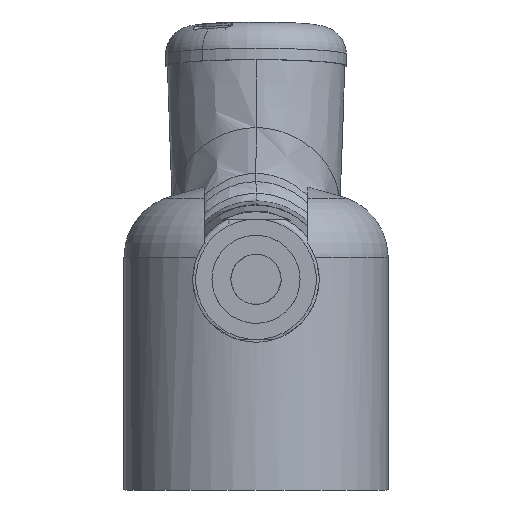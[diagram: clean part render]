
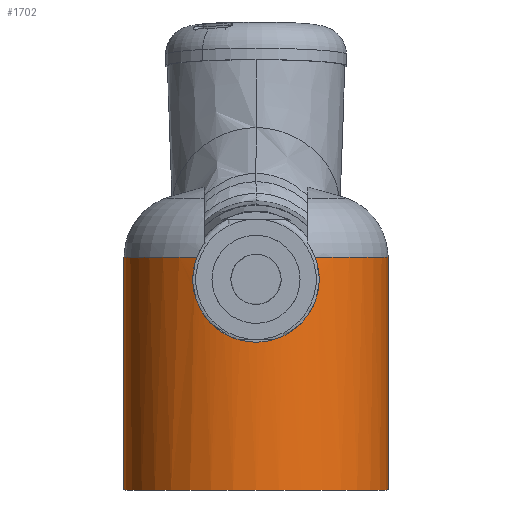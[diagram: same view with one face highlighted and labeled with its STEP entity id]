
A CAD part, front view. The second image highlights one B-rep face of the part: STEP entity #1702.
In plain terms, the highlighted cylindrical face has radius 21 mm (diameter 42 mm), a partial arc.
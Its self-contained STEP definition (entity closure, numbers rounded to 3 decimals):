
#591=CARTESIAN_POINT('',(9.413,-18.772,37.));
#592=CARTESIAN_POINT('',(9.57,-18.694,36.584));
#593=CARTESIAN_POINT('',(9.82,-18.563,35.748));
#594=CARTESIAN_POINT('',(10.027,-18.452,34.487));
#595=CARTESIAN_POINT('',(10.072,-18.427,33.226));
#596=CARTESIAN_POINT('',(9.958,-18.489,31.965));
#597=CARTESIAN_POINT('',(9.678,-18.638,30.705));
#598=CARTESIAN_POINT('',(9.223,-18.869,29.455));
#599=CARTESIAN_POINT('',(8.584,-19.171,28.241));
#600=CARTESIAN_POINT('',(7.763,-19.52,27.099));
#601=CARTESIAN_POINT('',(6.781,-19.886,26.076));
#602=CARTESIAN_POINT('',(5.671,-20.232,25.207));
#603=CARTESIAN_POINT('',(4.476,-20.53,24.513));
#604=CARTESIAN_POINT('',(3.226,-20.764,23.999));
#605=CARTESIAN_POINT('',(1.946,-20.923,23.66));
#606=CARTESIAN_POINT('',(0.65,-21.003,23.493));
#607=CARTESIAN_POINT('',(-0.65,-21.003,
23.493));
#608=CARTESIAN_POINT('',(-1.946,-20.923,23.66));
#609=CARTESIAN_POINT('',(-3.226,-20.764,23.999));
#610=CARTESIAN_POINT('',(-4.476,-20.53,24.513));
#611=CARTESIAN_POINT('',(-5.671,-20.232,25.207));
#612=CARTESIAN_POINT('',(-6.781,-19.886,26.076));
#613=CARTESIAN_POINT('',(-7.763,-19.52,27.099));
#614=CARTESIAN_POINT('',(-8.584,-19.171,28.241));
#615=CARTESIAN_POINT('',(-9.223,-18.869,29.455));
#616=CARTESIAN_POINT('',(-9.678,-18.638,30.705));
#617=CARTESIAN_POINT('',(-9.958,-18.489,31.965));
#618=CARTESIAN_POINT('',(-10.072,-18.427,33.226));
#619=CARTESIAN_POINT('',(-10.027,-18.452,34.487));
#620=CARTESIAN_POINT('',(-9.82,-18.563,35.748));
#621=CARTESIAN_POINT('',(-9.57,-18.694,36.584));
#622=CARTESIAN_POINT('',(-9.413,-18.772,37.));
#688=CARTESIAN_POINT('',(0.,0.,37.));
#689=DIRECTION('',(0.,0.,1.));
#690=DIRECTION('',(0.448,-0.894,0.));
#691=AXIS2_PLACEMENT_3D('',#688,#689,#690);
#730=DIRECTION('',(0.,0.,1.));
#731=VECTOR('',#730,37.);
#732=CARTESIAN_POINT('',(21.,0.,0.));
#733=LINE('',#732,#731);
#734=CARTESIAN_POINT('',(0.,0.,0.));
#735=DIRECTION('',(0.,0.,1.));
#736=DIRECTION('',(-1.,0.,0.));
#737=AXIS2_PLACEMENT_3D('',#734,#735,#736);
#739=DIRECTION('',(0.,0.,1.));
#740=VECTOR('',#739,37.);
#741=CARTESIAN_POINT('',(-21.,0.,0.));
#742=LINE('',#741,#740);
#762=CARTESIAN_POINT('',(0.,0.,37.));
#763=DIRECTION('',(0.,0.,1.));
#764=DIRECTION('',(-1.,0.,0.));
#765=AXIS2_PLACEMENT_3D('',#762,#763,#764);
#824=CARTESIAN_POINT('',(-21.,0.,0.));
#825=CARTESIAN_POINT('',(-21.,0.,37.));
#826=VERTEX_POINT('',#824);
#827=VERTEX_POINT('',#825);
#828=CARTESIAN_POINT('',(21.,0.,0.));
#829=CARTESIAN_POINT('',(21.,0.,37.));
#830=VERTEX_POINT('',#828);
#831=VERTEX_POINT('',#829);
#836=CARTESIAN_POINT('',(-9.413,-18.772,37.));
#837=VERTEX_POINT('',#836);
#838=CARTESIAN_POINT('',(9.413,-18.772,37.));
#839=VERTEX_POINT('',#838);
#1688=CARTESIAN_POINT('',(0.,0.,51.45));
#1689=DIRECTION('',(0.,0.,-1.));
#1690=DIRECTION('',(1.,0.,0.));
#1691=AXIS2_PLACEMENT_3D('',#1688,#1689,#1690);
#1692=CYLINDRICAL_SURFACE('',#1691,21.);
#1693=ORIENTED_EDGE('',*,*,#1598,.F.);
#1694=ORIENTED_EDGE('',*,*,#1670,.T.);
#1695=ORIENTED_EDGE('',*,*,#994,.F.);
#1696=ORIENTED_EDGE('',*,*,#965,.F.);
#1697=ORIENTED_EDGE('',*,*,#991,.T.);
#1699=ORIENTED_EDGE('',*,*,#1698,.T.);
#1700=EDGE_LOOP('',(#1693,#1694,#1695,#1696,#1697,#1699));
#1701=FACE_OUTER_BOUND('',#1700,.F.);
#1702=ADVANCED_FACE('',(#1701),#1692,.T.);
#623=B_SPLINE_CURVE_WITH_KNOTS('',3,(#591,#592,#593,#594,#595,#596,#597,#598,
#599,#600,#601,#602,#603,#604,#605,#606,#607,#608,#609,#610,#611,#612,#613,#614,
#615,#616,#617,#618,#619,#620,#621,#622),.UNSPECIFIED.,.F.,.F.,(4,1,1,1,1,1,1,1,
1,1,1,1,1,1,1,1,1,1,1,1,1,1,1,1,1,1,1,1,1,4),(0.,0.034,
0.069,0.103,0.138,0.172,
0.207,0.241,0.276,0.31,
0.345,0.379,0.414,0.448,
0.483,0.517,0.552,0.586,
0.621,0.655,0.69,0.724,
0.759,0.793,0.828,0.862,
0.897,0.931,0.966,1.),.UNSPECIFIED.);
#692=CIRCLE('',#691,21.);
#738=CIRCLE('',#737,21.);
#766=CIRCLE('',#765,21.);
#965=EDGE_CURVE('',#826,#830,#738,.T.);
#991=EDGE_CURVE('',#826,#827,#742,.T.);
#994=EDGE_CURVE('',#830,#831,#733,.T.);
#1598=EDGE_CURVE('',#839,#837,#623,.T.);
#1670=EDGE_CURVE('',#839,#831,#692,.T.);
#1698=EDGE_CURVE('',#827,#837,#766,.T.);
